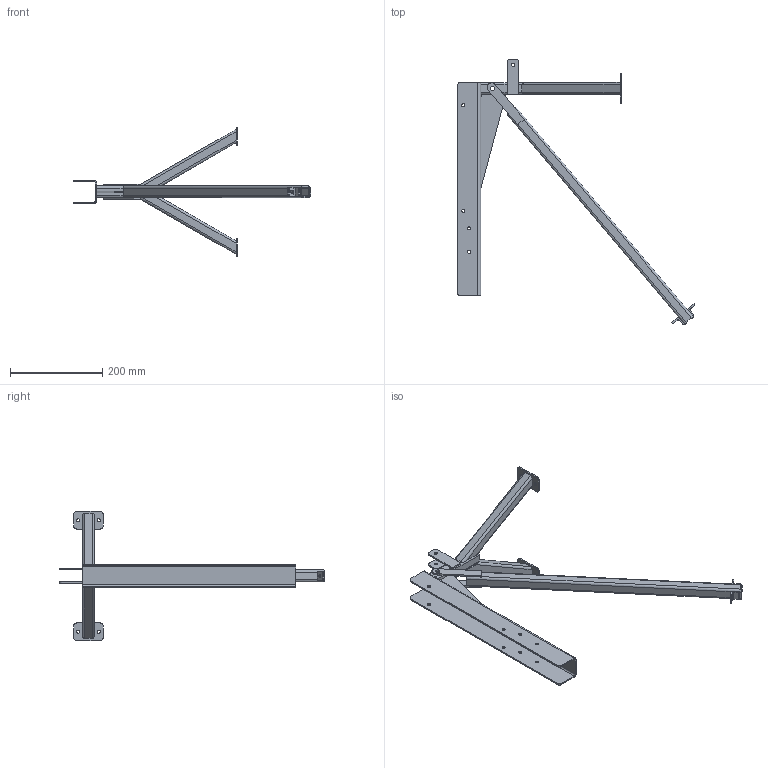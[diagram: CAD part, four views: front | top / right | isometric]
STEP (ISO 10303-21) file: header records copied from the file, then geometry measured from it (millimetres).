
FILE_DESCRIPTION(/* description */ (''),/* implementation_level */ '2;1');
FILE_NAME(/* name */ 'GE-17079_ASM_12_ASM.stp',/* time_stamp */ '2017-01-08T13:18:18-05:00',/* author */ ('jeff1'),/* organization */ (''),/* preprocessor_version */ 'ST-DEVELOPER v16.5',/* originating_system */ 'Autodesk Inventor 2017',/* authorisation */ '');
FILE_SCHEMA (('AUTOMOTIVE_DESIGN { 1 0 10303 214 3 1 1 }'));
Length unit declared in the file: inch
Products named in the file (12): GE-17079_ASM_12_ASM; GE-17081_ASM_21_ASM; GE-17081-01_14; GE-17081-02_7; GE-17081-03_6; GE-17081-04_4; GE-17081-05_3; GE-17081-06_3; GE-17080_ASM_12_ASM; GE-17080-01_7; GE-17080-02_5; GE-17080-03_2
Assembly tree (16 placements, depth 3):
  GE-17079_ASM_12_ASM
    GE-17081_ASM_21_ASM
      GE-17081-01_14
      GE-17081-02_7
      GE-17081-03_6  x2
      GE-17081-04_4  x2
      GE-17081-05_3  x2
      GE-17081-06_3
    GE-17080_ASM_12_ASM
      GE-17080-01_7
      GE-17080-02_5  x2
      GE-17080-03_2  x2
Bounding box: 514.04 x 575.74 x 279.8 mm (x, y, z)
Volume: 557012.5 mm3; surface area: 378673.1 mm2
Topology: 14 solids, 14 shells, 190 faces, 488 edges, 324 vertices
Faces by surface type: plane 109, cylinder 81
Full cylindrical faces by diameter (mm): 6.731 x16, 9.525 x4
Entity records: 4434 total; most frequent: CARTESIAN_POINT 764, DIRECTION 749, ORIENTED_EDGE 648, EDGE_CURVE 324, AXIS2_PLACEMENT_3D 274, VERTEX_POINT 225, LINE 201, VECTOR 201
